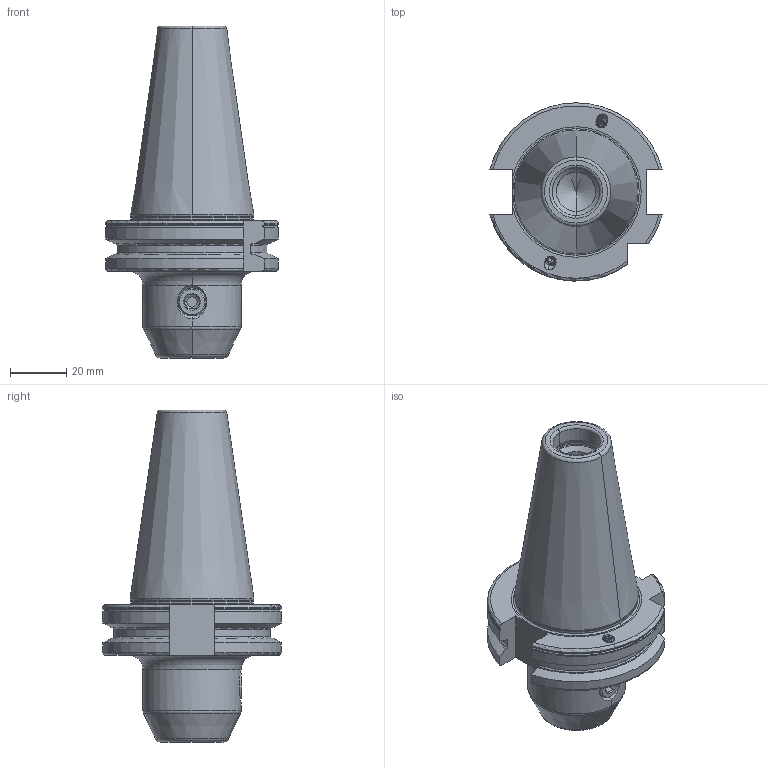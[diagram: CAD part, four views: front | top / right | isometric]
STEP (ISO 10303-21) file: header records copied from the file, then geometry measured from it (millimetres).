
FILE_DESCRIPTION((''),'2;1');
FILE_NAME('DC_403_04_10_K','2020-11-26T',('103090'),(''),'CREO PARAMETRIC BY PTC INC, 2016260','CREO PARAMETRIC BY PTC INC, 2016260','');
FILE_SCHEMA(('CONFIG_CONTROL_DESIGN'));
Length unit declared in the file: millimetre
Products named in the file (1): DC_403_04_10_K
Bounding box: 61.48 x 63.54 x 118.4 mm (x, y, z)
Volume: 133533.5 mm3; surface area: 22914.2 mm2
Topology: 1 solids, 1 shells, 176 faces, 434 edges, 267 vertices
Faces by surface type: cone 52, plane 45, torus 43, cylinder 36
Entity records: 5811 total; most frequent: CARTESIAN_POINT 1708, ORIENTED_EDGE 860, DIRECTION 850, EDGE_CURVE 430, AXIS2_PLACEMENT_3D 356, VERTEX_POINT 267, EDGE_LOOP 187, CIRCLE 177
